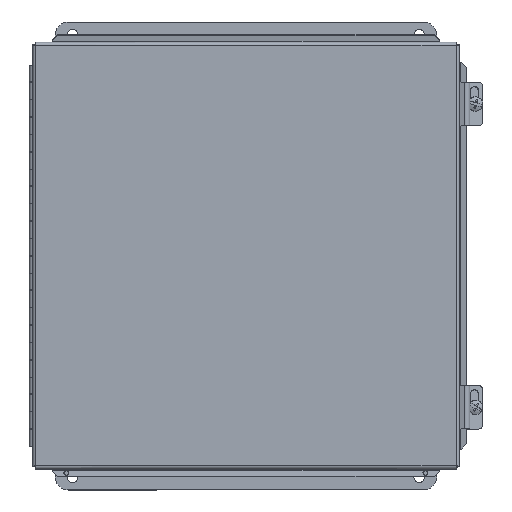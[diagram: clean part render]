
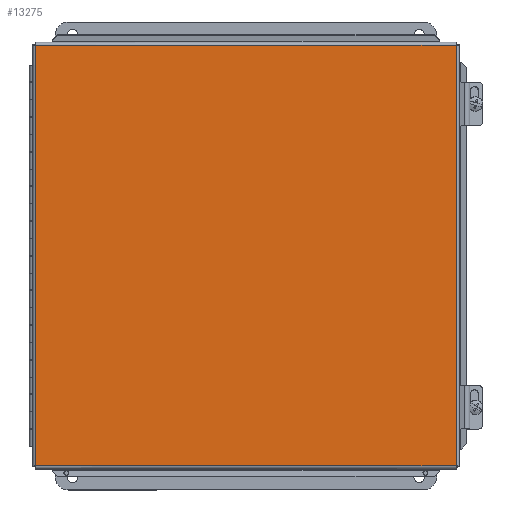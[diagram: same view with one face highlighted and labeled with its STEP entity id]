
A CAD part, top view. The second image highlights one B-rep face of the part: STEP entity #13275.
In plain terms, the highlighted face is planar.
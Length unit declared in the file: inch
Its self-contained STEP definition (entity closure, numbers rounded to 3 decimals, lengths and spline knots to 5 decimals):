
#12594=CARTESIAN_POINT('',(12.21675,0.09325,0.));
#12595=VERTEX_POINT('',#12594);
#12606=CARTESIAN_POINT('',(12.21675,12.21675,0.));
#12607=VERTEX_POINT('',#12606);
#12608=CARTESIAN_POINT('',(12.21675,12.21675,0.));
#12609=DIRECTION('',(0.0,-1.0,0.0));
#12610=VECTOR('',#12609,12.1235);
#12611=LINE('',#12608,#12610);
#12612=EDGE_CURVE('',#12607,#12595,#12611,.T.);
#12772=CARTESIAN_POINT('',(0.09325,0.09325,0.));
#12773=VERTEX_POINT('',#12772);
#12784=CARTESIAN_POINT('',(12.21675,0.09325,0.));
#12785=DIRECTION('',(-1.0,0.0,0.0));
#12786=VECTOR('',#12785,12.1235);
#12787=LINE('',#12784,#12786);
#12788=EDGE_CURVE('',#12595,#12773,#12787,.T.);
#12941=CARTESIAN_POINT('',(0.09325,12.21675,0.));
#12942=VERTEX_POINT('',#12941);
#12953=CARTESIAN_POINT('',(0.09325,0.09325,0.));
#12954=DIRECTION('',(0.0,1.0,0.0));
#12955=VECTOR('',#12954,12.1235);
#12956=LINE('',#12953,#12955);
#12957=EDGE_CURVE('',#12773,#12942,#12956,.T.);
#13120=CARTESIAN_POINT('',(0.09325,12.21675,0.));
#13121=DIRECTION('',(1.0,0.0,0.0));
#13122=VECTOR('',#13121,12.1235);
#13123=LINE('',#13120,#13122);
#13124=EDGE_CURVE('',#12942,#12607,#13123,.T.);
#13264=CARTESIAN_POINT('',(6.155,6.155,0.));
#13265=DIRECTION('',(0.0,0.0,1.0));
#13266=DIRECTION('',(1.0,0.0,0.0));
#13267=AXIS2_PLACEMENT_3D('',#13264,#13265,#13266);
#13268=PLANE('',#13267);
#13269=ORIENTED_EDGE('',*,*,#12612,.T.);
#13270=ORIENTED_EDGE('',*,*,#12788,.T.);
#13271=ORIENTED_EDGE('',*,*,#12957,.T.);
#13272=ORIENTED_EDGE('',*,*,#13124,.T.);
#13273=EDGE_LOOP('',(#13269,#13270,#13271,#13272));
#13274=FACE_OUTER_BOUND('',#13273,.T.);
#13275=ADVANCED_FACE('',(#13274),#13268,.F.);
